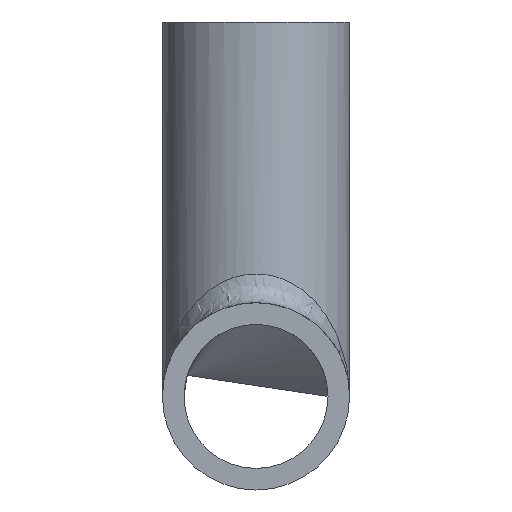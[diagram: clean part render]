
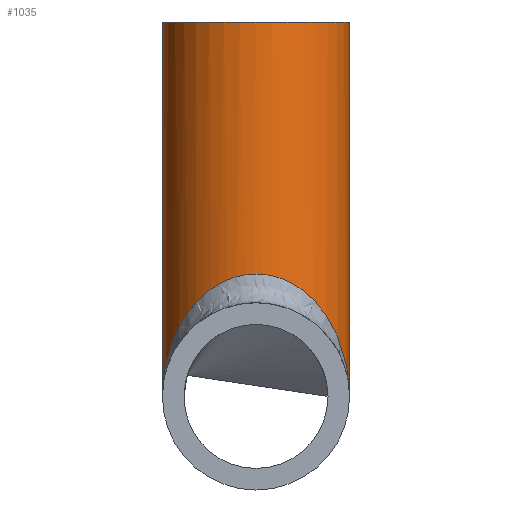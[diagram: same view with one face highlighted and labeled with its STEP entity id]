
A CAD part, left-side view. The second image highlights one B-rep face of the part: STEP entity #1035.
In plain terms, the highlighted cylindrical face has radius 6.5 mm (diameter 13 mm), a full revolution.
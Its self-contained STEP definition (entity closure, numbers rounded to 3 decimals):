
#785=CARTESIAN_POINT('',(0.0,6.5,0.0));
#786=VERTEX_POINT('',#785);
#787=CARTESIAN_POINT('',(0.0,-6.5,0.0));
#788=VERTEX_POINT('',#787);
#796=CARTESIAN_POINT('',(0.0,0.0,0.0));
#797=DIRECTION('',(-0.794,0.0,-0.607));
#798=DIRECTION('',(-0.607,0.0,0.794));
#799=AXIS2_PLACEMENT_3D('',#796,#797,#798);
#800=ELLIPSE('',#799,10.7,6.5);
#801=EDGE_CURVE('',#788,#786,#800,.T.);
#984=CARTESIAN_POINT('',(0.0,0.0,0.0));
#985=DIRECTION('',(0.794,0.0,-0.607));
#986=DIRECTION('',(0.607,0.0,0.794));
#987=AXIS2_PLACEMENT_3D('',#984,#985,#986);
#988=ELLIPSE('',#987,10.7,6.5);
#989=EDGE_CURVE('',#786,#788,#988,.T.);
#1015=CARTESIAN_POINT('',(0.0,0.0,26.0));
#1016=DIRECTION('',(0.0,0.0,-1.0));
#1017=DIRECTION('',(-1.0,0.0,0.0));
#1018=AXIS2_PLACEMENT_3D('',#1015,#1016,#1017);
#1019=CYLINDRICAL_SURFACE('',#1018,6.5);
#1020=ORIENTED_EDGE('',*,*,#989,.F.);
#1021=ORIENTED_EDGE('',*,*,#801,.F.);
#1022=EDGE_LOOP('',(#1020,#1021));
#1023=FACE_OUTER_BOUND('',#1022,.T.);
#1024=CARTESIAN_POINT('',(6.5,0.,26.0));
#1025=VERTEX_POINT('',#1024);
#1026=CARTESIAN_POINT('',(0.0,0.0,26.0));
#1027=DIRECTION('',(0.0,0.0,-1.0));
#1028=DIRECTION('',(-1.0,0.0,0.0));
#1029=AXIS2_PLACEMENT_3D('',#1026,#1027,#1028);
#1030=CIRCLE('',#1029,6.5);
#1031=EDGE_CURVE('',#1025,#1025,#1030,.T.);
#1032=ORIENTED_EDGE('',*,*,#1031,.T.);
#1033=EDGE_LOOP('',(#1032));
#1034=FACE_BOUND('',#1033,.T.);
#1035=ADVANCED_FACE('',(#1023,#1034),#1019,.T.);
